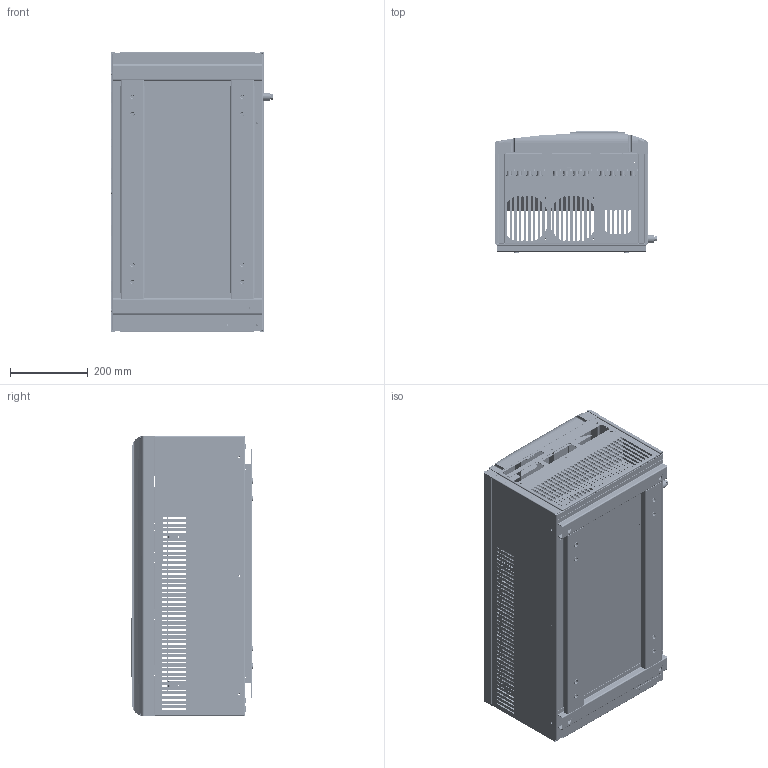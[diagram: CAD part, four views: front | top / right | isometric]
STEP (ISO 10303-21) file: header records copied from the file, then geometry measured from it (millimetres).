
FILE_DESCRIPTION (( 'FreeCAD Model' ), '1' );
FILE_NAME ('3D-model FC series 04 - 75-90 kW.STEP','2016-03-10T06:23:20', (''),(''),'Open CASCADE STEP processor 6.8','FreeCAD','');
FILE_SCHEMA (( 'CONFIG_CONTROL_DESIGN' ));
Length unit declared in the file: millimetre
Products named in the file (42): Íàáîð áîëò Ì8õ25; ÐÄÖÁ.735224.004 Êðûøêà âåðõíÿÿ; ÐÄÖÁ.735224.005 Êðûøêà íèæíÿÿ; 心至.467451.034蚜 暑眚痤腚屦_45_FreqConv_V2.3SK_; Áîëò_À_ 7805-70_Œ 8 å 25; ÐÄÖÁ.741124.008 Ïàíåëü ýëåêòðîíèêè; ﾐﾄﾖﾁ.305142.004ﾑﾁ ﾊ鮻; ÐÄÖÁ.745535.014-01 Ïàíåëü áîêîâàÿ; ÐÄÖÁ.745535.014 Ïàíåëü áîêîâàÿ; ÐÄÖÁ.745535.013 Ïàíåëü íèæíÿÿ; ÐÄÖÁ.745535.012 Ïàíåëü âåðõíÿÿ; 陑祫.745221.005-01 赶鎀鍧; 陑祫.745221.005 赶鎀鍧; ÐÄÖÁ.301318.002ÑÁ Ïîäñòàâêà; ﾐﾄﾖﾁ.745352.023 ﾊ煇鳫; ÐÄÖÁ.745322.008 Øâåëëåð; 陑祫.745222.004 砑僔蠂縺; 陑祫.741231.002 砑僔蠂縺; ﾐﾄﾖﾁ.301314.006ﾑﾁ ﾎ魵瑙韃; Çàêëåïêà ðåçüáîâàÿ ñ ïëîññêèì áóðòèêîì Ì8õ16,5 Ñò.3, ö9; Çàêëåïêà ðåçüáîâàÿ ñ ïëîññêèì áóðòèêîì Ì4õ9,5 Ñò.3, ö.9; 陑祫.745222.003 赶鎀鍧; 陑祫.745522.012 赶鎀鍧; 陑祫.741121.011 砑僔蠂縺; ÐÄÖÁ.745421.002 Øâåëëåð; ÐÄÖÁ.745422.011 Øâåëëåð; ÐÄÖÁ.713361.001 Âòóëêà çàçåìëåíèÿ; ﾐﾄﾖﾁ.745352.012 ﾊ煇鳫; ﾐﾄﾖﾁ.745322.007 ﾎ魵瑙韃; ÐÄÖÁ.687228.004ÑÁ Êîëîäêà êëåììíàÿ; Øóðóï_ 1144-80_Œ 3,5å13 *; Íàáîð âèíò 11738-84õ25; Âèíò_ 11738-84_Œ 8x25; Øàéáà_ïðóæèííàÿ_6402-70_ä 8; Øàéáà_11371-78_ä 8; Ãàéêà_À_5927-70_Œ 8; 心至.741271.002 署赅; 陑祫.741134.014 嵙縺; 陑祫.733251.004 扻豵鵨; 陑祫.735225.002 扻豵鵨 ...
Assembly tree (107 placements, depth 4):
  3-D 斁麧錪 瓬-75-90
    ÐÄÖÁ.687228.004ÑÁ Êîëîäêà êëåììíàÿ  x3
      陑祫.733251.004 扻豵鵨
      陑祫.741134.014 嵙縺
      心至.741271.002 署赅
      Ãàéêà_À_5927-70_Œ 8
      Íàáîð âèíò 11738-84õ25
        Øàéáà_11371-78_ä 8
        Øàéáà_ïðóæèííàÿ_6402-70_ä 8
        Âèíò_ 11738-84_Œ 8x25
      Øóðóï_ 1144-80_Œ 3,5å13 *
    ﾐﾄﾖﾁ.301314.006ﾑﾁ ﾎ魵瑙韃
      ﾐﾄﾖﾁ.745322.007 ﾎ魵瑙韃
      ﾐﾄﾖﾁ.745352.012 ﾊ煇鳫  x3
      ÐÄÖÁ.713361.001 Âòóëêà çàçåìëåíèÿ
      ÐÄÖÁ.745422.011 Øâåëëåð  x2
      ÐÄÖÁ.745421.002 Øâåëëåð
      ÐÄÖÁ.745421.002 Øâåëëåð
      陑祫.741121.011 砑僔蠂縺
      陑祫.745522.012 赶鎀鍧  x4
      陑祫.745222.003 赶鎀鍧  x3
      Çàêëåïêà ðåçüáîâàÿ ñ ïëîññêèì áóðòèêîì Ì4õ9,5 Ñò.3, ö.9  x10
      Çàêëåïêà ðåçüáîâàÿ ñ ïëîññêèì áóðòèêîì Ì8õ16,5 Ñò.3, ö9  x8
    ÐÄÖÁ.301318.002ÑÁ Ïîäñòàâêà
      陑祫.741231.002 砑僔蠂縺
      陑祫.745222.004 砑僔蠂縺
      ÐÄÖÁ.745322.008 Øâåëëåð
      ﾐﾄﾖﾁ.745352.023 ﾊ煇鳫
      Çàêëåïêà ðåçüáîâàÿ ñ ïëîññêèì áóðòèêîì Ì4õ9,5 Ñò.3, ö.9  x18
      Çàêëåïêà ðåçüáîâàÿ ñ ïëîññêèì áóðòèêîì Ì8õ16,5 Ñò.3, ö9  x2
    ﾐﾄﾖﾁ.305142.004ﾑﾁ ﾊ鮻
      陑祫.745221.005 赶鎀鍧
      陑祫.745221.005-01 赶鎀鍧
      ÐÄÖÁ.745535.012 Ïàíåëü âåðõíÿÿ
      ÐÄÖÁ.745535.013 Ïàíåëü íèæíÿÿ
      ÐÄÖÁ.745535.014 Ïàíåëü áîêîâàÿ
      ÐÄÖÁ.745535.014-01 Ïàíåëü áîêîâàÿ
    ÐÄÖÁ.741124.008 Ïàíåëü ýëåêòðîíèêè
    Íàáîð áîëò Ì8õ25
      Øàéáà_11371-78_ä 8
      Øàéáà_ïðóæèííàÿ_6402-70_ä 8
      Áîëò_À_ 7805-70_Œ 8 å 25
    ÐÄÖÁ.735224.004 Êðûøêà âåðõíÿÿ
    ÐÄÖÁ.735224.005 Êðûøêà íèæíÿÿ
    心至.467451.034蚜 暑眚痤腚屦_45_FreqConv_V2.3SK_
    陑祫.735225.002 扻豵鵨
Bounding box: 417.9 x 312 x 722 mm (x, y, z)
Volume: 3799599.5 mm3; surface area: 4254162.1 mm2
Topology: 193 solids, 193 shells, 7171 faces, 17944 edges, 11328 vertices
Faces by surface type: plane 3635, cylinder 2298, cone 780, torus 446, sphere 12
Entity records: 116543 total; most frequent: CARTESIAN_POINT 19883, DIRECTION 18949, ORIENTED_EDGE 18632, EDGE_CURVE 9316, LINE 6651, VECTOR 6651, AXIS2_PLACEMENT_3D 6149, VERTEX_POINT 5953
